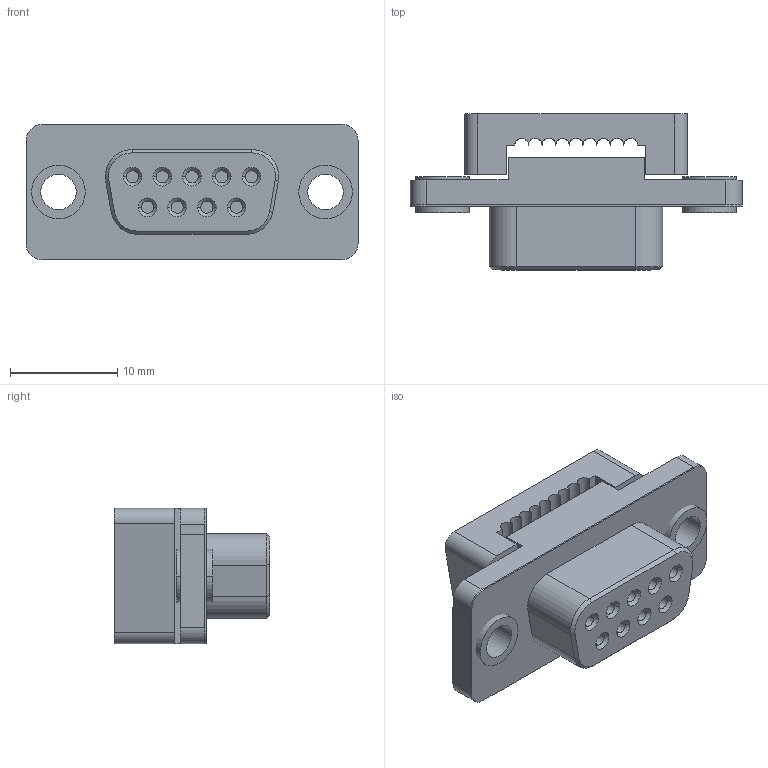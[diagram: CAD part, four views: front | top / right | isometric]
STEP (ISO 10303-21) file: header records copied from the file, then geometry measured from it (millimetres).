
FILE_DESCRIPTION((''),'2;1');
FILE_NAME('114-09-2-00-00_ASM','2014-01-10T',('uwe.kadritzke'),(''),'PRO/ENGINEER BY PARAMETRIC TECHNOLOGY CORPORATION, 2005110','PRO/ENGINEER BY PARAMETRIC TECHNOLOGY CORPORATION, 2005110','');
FILE_SCHEMA(('CONFIG_CONTROL_DESIGN'));
Length unit declared in the file: millimetre
Products named in the file (6): PRT0045; PRT0046; PRT0047; PRT0048; PRT0049; 114-09-2-00-00_ASM
Assembly tree (5 placements, depth 2):
  114-09-2-00-00_ASM
    PRT0045
    PRT0046
    PRT0047
    PRT0048
    PRT0049
Bounding box: 30.93 x 14.52 x 12.6 mm (x, y, z)
Volume: 2764.2 mm3; surface area: 3330.1 mm2
Topology: 5 solids, 5 shells, 132 faces, 327 edges, 215 vertices
Faces by surface type: cylinder 59, plane 51, cone 22
Entity records: 4162 total; most frequent: DIRECTION 770, CARTESIAN_POINT 685, ORIENTED_EDGE 654, EDGE_CURVE 327, AXIS2_PLACEMENT_3D 300, VERTEX_POINT 215, VECTOR 170, LINE 170
